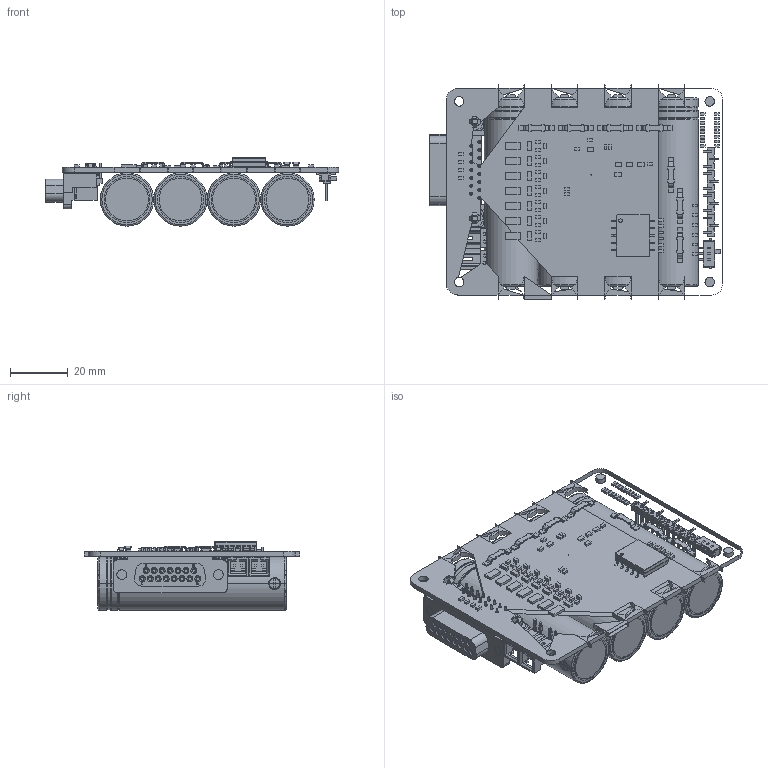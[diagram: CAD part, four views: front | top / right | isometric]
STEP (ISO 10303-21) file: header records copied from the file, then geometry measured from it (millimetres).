
FILE_DESCRIPTION(('Open CASCADE Model'),'2;1');
FILE_NAME('Open CASCADE Shape Model','2019-11-24T11:51:06',('Author'),( 'Open CASCADE'),'Open CASCADE STEP processor 6.8','Open CASCADE 6.8' ,'Unknown');
FILE_SCHEMA(('AUTOMOTIVE_DESIGN { 1 0 10303 214 1 1 1 1 }'));
Length unit declared in the file: millimetre
Products named in the file (131): PCB; Board; P8; keystone-PN5104; P9; P10; P11; P7; P6; P5; P2; c-5747845-4-b-3d; R23; 7093312704; Extruded; R51; R50; R49; R48; R46; R45; R40; D9; D7; D6; D4; D3; D2; D8; S5; SS312SAH4; _SS312SAH4body; _SS312SAH4actu; _SS312SAH4trmnls; _SS312SAH4brac; D5; R44; R43; R42; R41 ...
Assembly tree (215 placements, depth 4):
  PCB
    Board
    P8
      keystone-PN5104
    P9
      keystone-PN5104
    P10
      keystone-PN5104
    P11
      keystone-PN5104
    P7
      keystone-PN5104
    P6
      keystone-PN5104
    P5
      keystone-PN5104
    P2
      c-5747845-4-b-3d
    R23
      7093312704
        Extruded
    R51
      7093312704
        Extruded
    R50
      7093312704
        Extruded
    R49
      7093312704
        Extruded
    R48
      7093312704
        Extruded
    R46
      7093312704
        Extruded
    R45
      7093312704
        Extruded
    R40
      7093312704
        Extruded
    D9
      7093312704
        Extruded
    D7
      7093312704
        Extruded
    D6
      7093312704
        Extruded
    D4
      7093312704
        Extruded
    D3
      7093312704
        Extruded
    D2
      7093312704
        Extruded
Bounding box: 101.29 x 74.29 x 23.59 mm (x, y, z)
Volume: 87088.7 mm3; surface area: 70745.1 mm2
Topology: 112 solids, 113 shells, 3054 faces, 7556 edges, 4803 vertices
Faces by surface type: plane 2086, cylinder 750, torus 184, cone 34
Full cylindrical faces by diameter (mm): 1.04 x15, 1.09 x4, 3.25 x2, 3.251 x4
Entity records: 57221 total; most frequent: CARTESIAN_POINT 9503, DIRECTION 9145, ORIENTED_EDGE 8886, EDGE_CURVE 4395, LINE 3315, VECTOR 3315, AXIS2_PLACEMENT_3D 2915, VERTEX_POINT 2797
